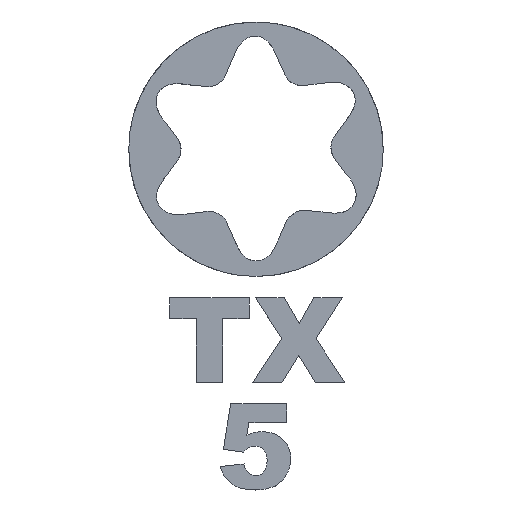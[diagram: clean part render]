
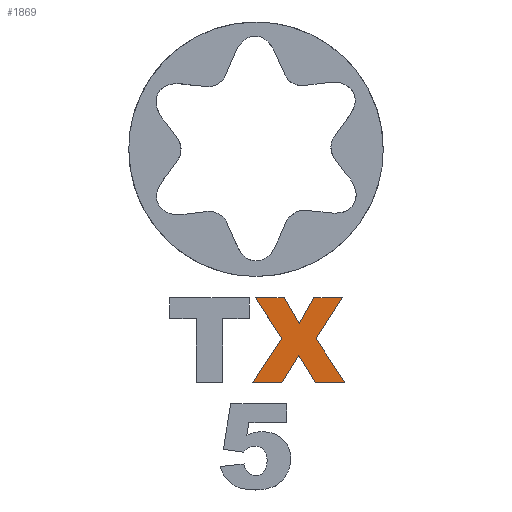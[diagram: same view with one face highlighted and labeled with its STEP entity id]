
A CAD part, top view. The second image highlights one B-rep face of the part: STEP entity #1869.
In plain terms, the highlighted planar face has unit normal (0, 0, 1).
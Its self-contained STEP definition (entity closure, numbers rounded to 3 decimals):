
#119=PLANE('',#1927);
#219=FACE_OUTER_BOUND('',#321,.T.);
#321=EDGE_LOOP('',(#1707,#1708,#1709,#1710,#1711,#1712,#1713,#1714,#1715,
#1716,#1717,#1718));
#445=LINE('',#3504,#603);
#449=LINE('',#3512,#607);
#452=LINE('',#3518,#610);
#455=LINE('',#3524,#613);
#458=LINE('',#3530,#616);
#461=LINE('',#3536,#619);
#464=LINE('',#3542,#622);
#467=LINE('',#3548,#625);
#470=LINE('',#3554,#628);
#473=LINE('',#3560,#631);
#476=LINE('',#3566,#634);
#479=LINE('',#3571,#637);
#603=VECTOR('',#2109,10.);
#607=VECTOR('',#2115,10.);
#610=VECTOR('',#2120,10.);
#613=VECTOR('',#2125,10.);
#616=VECTOR('',#2130,10.);
#619=VECTOR('',#2135,10.);
#622=VECTOR('',#2140,10.);
#625=VECTOR('',#2145,10.);
#628=VECTOR('',#2150,10.);
#631=VECTOR('',#2155,10.);
#634=VECTOR('',#2160,10.);
#637=VECTOR('',#2165,10.);
#879=VERTEX_POINT('',#3502);
#880=VERTEX_POINT('',#3503);
#883=VERTEX_POINT('',#3511);
#885=VERTEX_POINT('',#3517);
#887=VERTEX_POINT('',#3523);
#889=VERTEX_POINT('',#3529);
#891=VERTEX_POINT('',#3535);
#893=VERTEX_POINT('',#3541);
#895=VERTEX_POINT('',#3547);
#897=VERTEX_POINT('',#3553);
#899=VERTEX_POINT('',#3559);
#901=VERTEX_POINT('',#3565);
#1143=EDGE_CURVE('',#879,#880,#445,.T.);
#1147=EDGE_CURVE('',#883,#879,#449,.T.);
#1150=EDGE_CURVE('',#885,#883,#452,.T.);
#1153=EDGE_CURVE('',#887,#885,#455,.T.);
#1156=EDGE_CURVE('',#889,#887,#458,.T.);
#1159=EDGE_CURVE('',#891,#889,#461,.T.);
#1162=EDGE_CURVE('',#893,#891,#464,.T.);
#1165=EDGE_CURVE('',#895,#893,#467,.T.);
#1168=EDGE_CURVE('',#897,#895,#470,.T.);
#1171=EDGE_CURVE('',#899,#897,#473,.T.);
#1174=EDGE_CURVE('',#901,#899,#476,.T.);
#1177=EDGE_CURVE('',#880,#901,#479,.T.);
#1707=ORIENTED_EDGE('',*,*,#1177,.F.);
#1708=ORIENTED_EDGE('',*,*,#1143,.F.);
#1709=ORIENTED_EDGE('',*,*,#1147,.F.);
#1710=ORIENTED_EDGE('',*,*,#1150,.F.);
#1711=ORIENTED_EDGE('',*,*,#1153,.F.);
#1712=ORIENTED_EDGE('',*,*,#1156,.F.);
#1713=ORIENTED_EDGE('',*,*,#1159,.F.);
#1714=ORIENTED_EDGE('',*,*,#1162,.F.);
#1715=ORIENTED_EDGE('',*,*,#1165,.F.);
#1716=ORIENTED_EDGE('',*,*,#1168,.F.);
#1717=ORIENTED_EDGE('',*,*,#1171,.F.);
#1718=ORIENTED_EDGE('',*,*,#1174,.F.);
#1869=ADVANCED_FACE('',(#219),#119,.T.);
#1927=AXIS2_PLACEMENT_3D('',#3573,#2167,#2168);
#2109=DIRECTION('',(0.552,0.834,0.));
#2115=DIRECTION('',(-1.,0.,0.));
#2120=DIRECTION('',(-0.524,-0.852,0.));
#2125=DIRECTION('',(-0.523,0.852,0.));
#2130=DIRECTION('',(-1.,0.,0.));
#2135=DIRECTION('',(0.551,-0.835,0.));
#2140=DIRECTION('',(-0.54,-0.841,0.));
#2145=DIRECTION('',(1.,0.,0.));
#2150=DIRECTION('',(0.488,0.873,0.));
#2155=DIRECTION('',(0.499,-0.866,0.));
#2160=DIRECTION('',(1.,0.,0.));
#2165=DIRECTION('',(-0.548,0.836,0.));
#2167=DIRECTION('center_axis',(0.,0.,
1.));
#2168=DIRECTION('ref_axis',(-1.,0.,0.));
#3502=CARTESIAN_POINT('',(159.847,-194.001,0.));
#3503=CARTESIAN_POINT('',(161.228,-191.916,0.));
#3504=CARTESIAN_POINT('',(159.847,-194.001,0.));
#3511=CARTESIAN_POINT('',(161.228,-194.001,0.));
#3512=CARTESIAN_POINT('',(161.228,-194.001,0.));
#3517=CARTESIAN_POINT('',(162.019,-192.715,0.));
#3518=CARTESIAN_POINT('',(162.019,-192.715,0.));
#3523=CARTESIAN_POINT('',(162.808,-194.001,0.));
#3524=CARTESIAN_POINT('',(162.808,-194.001,0.));
#3529=CARTESIAN_POINT('',(164.196,-194.001,0.));
#3530=CARTESIAN_POINT('',(164.196,-194.001,0.));
#3535=CARTESIAN_POINT('',(162.835,-191.938,0.));
#3536=CARTESIAN_POINT('',(162.835,-191.938,0.));
#3541=CARTESIAN_POINT('',(164.079,-190.001,0.));
#3542=CARTESIAN_POINT('',(164.079,-190.001,0.));
#3547=CARTESIAN_POINT('',(162.731,-190.001,0.));
#3548=CARTESIAN_POINT('',(162.731,-190.001,0.));
#3553=CARTESIAN_POINT('',(162.044,-191.231,0.));
#3554=CARTESIAN_POINT('',(162.044,-191.231,0.));
#3559=CARTESIAN_POINT('',(161.334,-190.001,0.));
#3560=CARTESIAN_POINT('',(161.334,-190.001,0.));
#3565=CARTESIAN_POINT('',(159.973,-190.001,0.));
#3566=CARTESIAN_POINT('',(159.973,-190.001,0.));
#3571=CARTESIAN_POINT('',(161.228,-191.916,0.));
#3573=CARTESIAN_POINT('Origin',(162.022,-192.001,0.));
